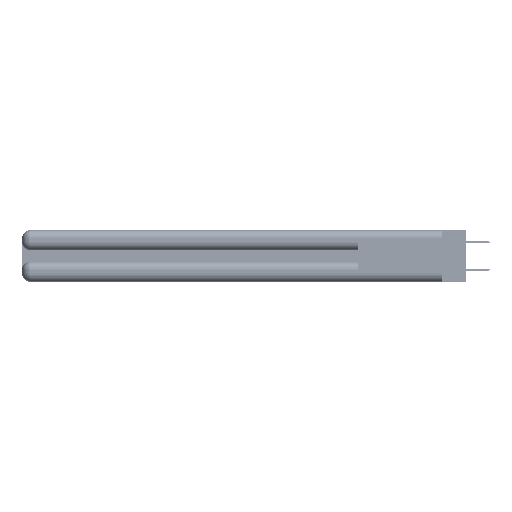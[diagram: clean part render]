
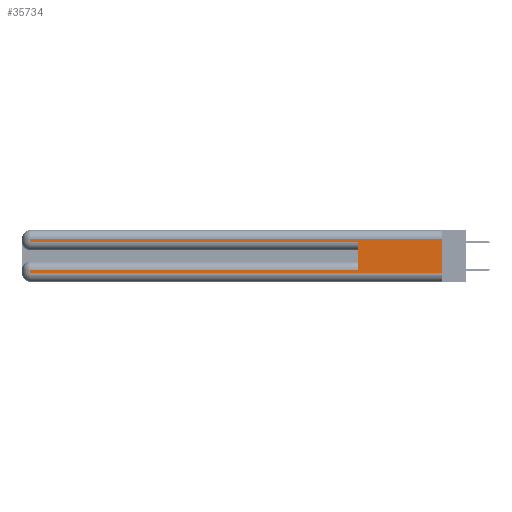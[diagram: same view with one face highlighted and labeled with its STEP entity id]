
A CAD part, left-side view. The second image highlights one B-rep face of the part: STEP entity #35734.
In plain terms, the highlighted planar face has unit normal (-1, 0, 0).
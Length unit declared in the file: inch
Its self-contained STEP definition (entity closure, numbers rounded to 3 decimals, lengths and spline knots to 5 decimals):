
#444 = EDGE_CURVE ( 'NONE', #1608, #8818, #53561, .T. ) ;
#497 = CARTESIAN_POINT ( 'NONE',  ( 0., 0.6, 0.085 ) ) ;
#1608 = VERTEX_POINT ( 'NONE', #5147 ) ;
#2492 = VECTOR ( 'NONE', #39160, 39.37008 ) ;
#2897 = CARTESIAN_POINT ( 'NONE',  ( 0., 0., 0.085 ) ) ;
#2957 = EDGE_CURVE ( 'NONE', #8818, #24908, #44654, .T. ) ;
#2962 = VERTEX_POINT ( 'NONE', #54127 ) ;
#3996 = VECTOR ( 'NONE', #18728, 39.37008 ) ;
#4390 = VERTEX_POINT ( 'NONE', #47337 ) ;
#5147 = CARTESIAN_POINT ( 'NONE',  ( 0., 2.94, 0.31 ) ) ;
#6463 = EDGE_LOOP ( 'NONE', ( #23961, #12149, #33731, #46014, #50499, #47749, #16707, #24634 ) ) ;
#6573 = CARTESIAN_POINT ( 'NONE',  ( 0., 0., 0.31 ) ) ;
#8818 = VERTEX_POINT ( 'NONE', #43949 ) ;
#10172 = LINE ( 'NONE', #47901, #43338 ) ;
#11311 = DIRECTION ( 'NONE',  ( 0., 1., 0. ) ) ;
#11497 = EDGE_CURVE ( 'NONE', #25323, #24908, #10172, .T. ) ;
#12149 = ORIENTED_EDGE ( 'NONE', *, *, #13309, .T. ) ;
#13309 = EDGE_CURVE ( 'NONE', #45690, #1608, #28917, .T. ) ;
#13325 = VECTOR ( 'NONE', #46778, 39.37008 ) ;
#13791 = CARTESIAN_POINT ( 'NONE',  ( 0., 2.94, 0.37 ) ) ;
#15560 = LINE ( 'NONE', #13791, #3996 ) ;
#15842 = DIRECTION ( 'NONE',  ( 0., -1., 0. ) ) ;
#16707 = ORIENTED_EDGE ( 'NONE', *, *, #18650, .T. ) ;
#16865 = PLANE ( 'NONE',  #32467 ) ;
#17056 = CARTESIAN_POINT ( 'NONE',  ( 0., 0., 0.37 ) ) ;
#17451 = VECTOR ( 'NONE', #11311, 39.37008 ) ;
#18650 = EDGE_CURVE ( 'NONE', #2962, #49946, #15560, .T. ) ;
#18728 = DIRECTION ( 'NONE',  ( 0., 0., -1. ) ) ;
#19492 = LINE ( 'NONE', #35158, #2492 ) ;
#19718 = CARTESIAN_POINT ( 'NONE',  ( 0., 0.6, 0.285 ) ) ;
#21014 = VECTOR ( 'NONE', #15842, 39.37008 ) ;
#23534 = DIRECTION ( 'NONE',  ( 0., 0., -1. ) ) ;
#23961 = ORIENTED_EDGE ( 'NONE', *, *, #45203, .F. ) ;
#24099 = CARTESIAN_POINT ( 'NONE',  ( 0., 2.94, 0.37 ) ) ;
#24634 = ORIENTED_EDGE ( 'NONE', *, *, #29750, .T. ) ;
#24908 = VERTEX_POINT ( 'NONE', #19718 ) ;
#25323 = VERTEX_POINT ( 'NONE', #497 ) ;
#26747 = DIRECTION ( 'NONE',  ( 0., 0., 1. ) ) ;
#28917 = LINE ( 'NONE', #6573, #17451 ) ;
#29471 = LINE ( 'NONE', #37985, #33549 ) ;
#29750 = EDGE_CURVE ( 'NONE', #49946, #4390, #19492, .T. ) ;
#31703 = CARTESIAN_POINT ( 'NONE',  ( 0., 0., 0.31 ) ) ;
#32467 = AXIS2_PLACEMENT_3D ( 'NONE', #17056, #38787, #55138 ) ;
#33549 = VECTOR ( 'NONE', #54720, 39.37008 ) ;
#33731 = ORIENTED_EDGE ( 'NONE', *, *, #444, .T. ) ;
#35158 = CARTESIAN_POINT ( 'NONE',  ( 0., 0., 0.06 ) ) ;
#35734 = ADVANCED_FACE ( 'NONE', ( #51934 ), #16865, .F. ) ;
#37985 = CARTESIAN_POINT ( 'NONE',  ( 0., 0., 0.37 ) ) ;
#38787 = DIRECTION ( 'NONE',  ( 1., 0., 0. ) ) ;
#39160 = DIRECTION ( 'NONE',  ( 0., -1., 0. ) ) ;
#41529 = CARTESIAN_POINT ( 'NONE',  ( 0., 0., 0.285 ) ) ;
#43338 = VECTOR ( 'NONE', #26747, 39.37008 ) ;
#43467 = EDGE_CURVE ( 'NONE', #25323, #2962, #50504, .T. ) ;
#43949 = CARTESIAN_POINT ( 'NONE',  ( 0., 2.94, 0.285 ) ) ;
#44654 = LINE ( 'NONE', #41529, #21014 ) ;
#45203 = EDGE_CURVE ( 'NONE', #45690, #4390, #29471, .T. ) ;
#45690 = VERTEX_POINT ( 'NONE', #31703 ) ;
#46014 = ORIENTED_EDGE ( 'NONE', *, *, #2957, .T. ) ;
#46778 = DIRECTION ( 'NONE',  ( 0., 1., 0. ) ) ;
#47337 = CARTESIAN_POINT ( 'NONE',  ( 0., 0., 0.06 ) ) ;
#47749 = ORIENTED_EDGE ( 'NONE', *, *, #43467, .T. ) ;
#47901 = CARTESIAN_POINT ( 'NONE',  ( 0., 0.6, 0.145 ) ) ;
#49745 = CARTESIAN_POINT ( 'NONE',  ( 0., 2.94, 0.06 ) ) ;
#49946 = VERTEX_POINT ( 'NONE', #49745 ) ;
#50499 = ORIENTED_EDGE ( 'NONE', *, *, #11497, .F. ) ;
#50504 = LINE ( 'NONE', #2897, #13325 ) ;
#51934 = FACE_OUTER_BOUND ( 'NONE', #6463, .T. ) ;
#53561 = LINE ( 'NONE', #24099, #55611 ) ;
#54127 = CARTESIAN_POINT ( 'NONE',  ( 0., 2.94, 0.085 ) ) ;
#54720 = DIRECTION ( 'NONE',  ( 0., 0., -1. ) ) ;
#55138 = DIRECTION ( 'NONE',  ( 0., 0., -1. ) ) ;
#55611 = VECTOR ( 'NONE', #23534, 39.37008 ) ;
